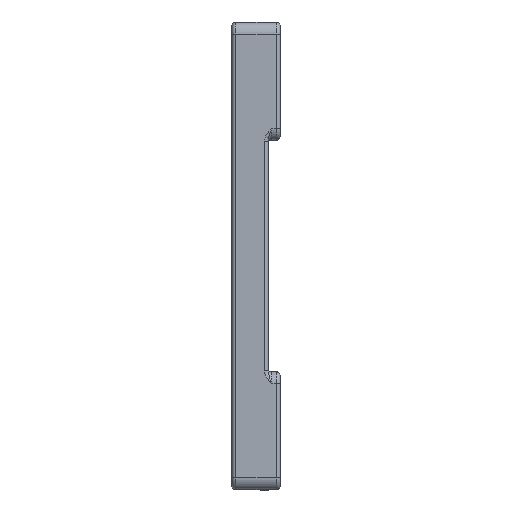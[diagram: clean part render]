
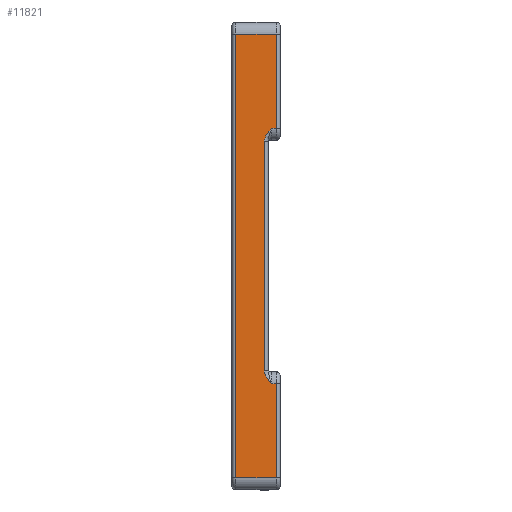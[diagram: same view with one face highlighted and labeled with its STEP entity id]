
A CAD part, left-side view. The second image highlights one B-rep face of the part: STEP entity #11821.
In plain terms, the highlighted planar face has unit normal (-1, 0, 0).
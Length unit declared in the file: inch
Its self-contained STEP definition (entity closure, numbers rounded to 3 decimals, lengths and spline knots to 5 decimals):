
#2256 = CARTESIAN_POINT ( 'NONE',  ( -3.64173, -0.27, 0.95502 ) ) ;
#2258 = CARTESIAN_POINT ( 'NONE',  ( -3.64173, -0.27, -0.95502 ) ) ;
#2259 = CARTESIAN_POINT ( 'NONE',  ( -3.64173, -0.33, -1.06457 ) ) ;
#2260 = CARTESIAN_POINT ( 'NONE',  ( -3.64173, -0.37, -1.06457 ) ) ;
#2263 = CARTESIAN_POINT ( 'NONE',  ( -3.64173, -0.37, -1.84882 ) ) ;
#2264 = CARTESIAN_POINT ( 'NONE',  ( -3.64173, -0.03, -1.84882 ) ) ;
#2265 = CARTESIAN_POINT ( 'NONE',  ( -3.64173, -0.03, 1.84882 ) ) ;
#2266 = CARTESIAN_POINT ( 'NONE',  ( -3.64173, -0.37, 1.84882 ) ) ;
#2278 = CARTESIAN_POINT ( 'NONE',  ( -3.64173, -0.33, 1.06457 ) ) ;
#2279 = CARTESIAN_POINT ( 'NONE',  ( -3.64173, -0.37, 1.06457 ) ) ;
#3639 = VERTEX_POINT ( 'NONE', #2256 ) ;
#3641 = VERTEX_POINT ( 'NONE', #2258 ) ;
#3642 = VERTEX_POINT ( 'NONE', #2259 ) ;
#3643 = VERTEX_POINT ( 'NONE', #2260 ) ;
#3646 = VERTEX_POINT ( 'NONE', #2263 ) ;
#3647 = VERTEX_POINT ( 'NONE', #2264 ) ;
#3648 = VERTEX_POINT ( 'NONE', #2265 ) ;
#3649 = VERTEX_POINT ( 'NONE', #2266 ) ;
#3661 = VERTEX_POINT ( 'NONE', #2278 ) ;
#3662 = VERTEX_POINT ( 'NONE', #2279 ) ;
#5406 = B_SPLINE_CURVE_WITH_KNOTS ( 'NONE', 3,
 ( #15463, #15466, #15467, #15468, #15469, #15470, #15471, #15472, #15473, #15474 ),
 .UNSPECIFIED., .F., .F.,
 ( 4, 2, 2, 2, 4 ),
 ( -0.00001, 0.0008, 0.00162, 0.00243, 0.00324 ),
 .UNSPECIFIED. ) ;
#6282 = B_SPLINE_CURVE_WITH_KNOTS ( 'NONE', 3,
 ( #15465, #15464, #15480, #15481, #15482, #15483, #15484, #15485, #15486, #15487 ),
 .UNSPECIFIED., .F., .F.,
 ( 4, 2, 2, 2, 4 ),
 ( 0., 0.00081, 0.00162, 0.00243, 0.00324 ),
 .UNSPECIFIED. ) ;
#6617 = AXIS2_PLACEMENT_3D ( 'NONE', #10190, #10196, #10197 ) ;
#10187 = PLANE ( 'NONE',  #6617 ) ;
#10190 = CARTESIAN_POINT ( 'NONE',  ( -3.64173, -0.1, -1.94882 ) ) ;
#10194 = FACE_OUTER_BOUND ( 'NONE', #20841, .T. ) ;
#10196 = DIRECTION ( 'NONE',  ( -1., 0., 0. ) ) ;
#10197 = DIRECTION ( 'NONE',  ( 0., 0., 1. ) ) ;
#11821 = ADVANCED_FACE ( 'NONE', ( #10194 ), #10187, .T. ) ;
#14451 = ORIENTED_EDGE ( 'NONE', *, *, #21454, .T. ) ;
#14452 = ORIENTED_EDGE ( 'NONE', *, *, #14812, .T. ) ;
#14453 = ORIENTED_EDGE ( 'NONE', *, *, #14811, .T. ) ;
#14454 = ORIENTED_EDGE ( 'NONE', *, *, #14810, .T. ) ;
#14455 = ORIENTED_EDGE ( 'NONE', *, *, #14809, .T. ) ;
#14456 = ORIENTED_EDGE ( 'NONE', *, *, #14808, .T. ) ;
#14457 = ORIENTED_EDGE ( 'NONE', *, *, #14807, .T. ) ;
#14458 = ORIENTED_EDGE ( 'NONE', *, *, #15825, .T. ) ;
#14807 = EDGE_CURVE ( 'NONE', #3662, #3649, #16723, .T. ) ;
#14808 = EDGE_CURVE ( 'NONE', #3649, #3648, #16697, .T. ) ;
#14809 = EDGE_CURVE ( 'NONE', #3648, #3647, #16730, .T. ) ;
#14810 = EDGE_CURVE ( 'NONE', #3647, #3646, #16733, .T. ) ;
#14811 = EDGE_CURVE ( 'NONE', #3646, #3643, #16736, .T. ) ;
#14812 = EDGE_CURVE ( 'NONE', #3643, #3642, #16739, .T. ) ;
#15463 = CARTESIAN_POINT ( 'NONE',  ( -3.64173, -0.33, -1.06457 ) ) ;
#15464 = CARTESIAN_POINT ( 'NONE',  ( -3.64173, -0.27, 0.96581 ) ) ;
#15465 = CARTESIAN_POINT ( 'NONE',  ( -3.64173, -0.27, 0.95502 ) ) ;
#15466 = CARTESIAN_POINT ( 'NONE',  ( -3.64173, -0.32275, -1.05674 ) ) ;
#15467 = CARTESIAN_POINT ( 'NONE',  ( -3.64173, -0.31549, -1.04889 ) ) ;
#15468 = CARTESIAN_POINT ( 'NONE',  ( -3.64173, -0.30172, -1.03258 ) ) ;
#15469 = CARTESIAN_POINT ( 'NONE',  ( -3.64173, -0.29517, -1.02405 ) ) ;
#15470 = CARTESIAN_POINT ( 'NONE',  ( -3.64173, -0.28382, -1.00606 ) ) ;
#15471 = CARTESIAN_POINT ( 'NONE',  ( -3.64173, -0.27899, -0.99661 ) ) ;
#15472 = CARTESIAN_POINT ( 'NONE',  ( -3.64173, -0.27202, -0.9763 ) ) ;
#15473 = CARTESIAN_POINT ( 'NONE',  ( -3.64173, -0.27, -0.96581 ) ) ;
#15474 = CARTESIAN_POINT ( 'NONE',  ( -3.64173, -0.27, -0.95502 ) ) ;
#15475 = LINE ( 'NONE', #15476, #18477 ) ;
#15476 = CARTESIAN_POINT ( 'NONE',  ( -3.64173, -0.27, -1.94882 ) ) ;
#15477 = DIRECTION ( 'NONE',  ( 0., 0., 1. ) ) ;
#15480 = CARTESIAN_POINT ( 'NONE',  ( -3.64173, -0.27202, 0.9763 ) ) ;
#15481 = CARTESIAN_POINT ( 'NONE',  ( -3.64173, -0.27899, 0.99661 ) ) ;
#15482 = CARTESIAN_POINT ( 'NONE',  ( -3.64173, -0.28382, 1.00606 ) ) ;
#15483 = CARTESIAN_POINT ( 'NONE',  ( -3.64173, -0.29517, 1.02405 ) ) ;
#15484 = CARTESIAN_POINT ( 'NONE',  ( -3.64173, -0.30172, 1.03258 ) ) ;
#15485 = CARTESIAN_POINT ( 'NONE',  ( -3.64173, -0.31549, 1.04889 ) ) ;
#15486 = CARTESIAN_POINT ( 'NONE',  ( -3.64173, -0.32277, 1.05676 ) ) ;
#15487 = CARTESIAN_POINT ( 'NONE',  ( -3.64173, -0.33, 1.06457 ) ) ;
#15825 = EDGE_CURVE ( 'NONE', #3661, #3662, #16897, .T. ) ;
#16265 = VECTOR ( 'NONE', #16732, 39.37008 ) ;
#16269 = VECTOR ( 'NONE', #16727, 39.37008 ) ;
#16271 = VECTOR ( 'NONE', #16729, 39.37008 ) ;
#16272 = VECTOR ( 'NONE', #16735, 39.37008 ) ;
#16273 = VECTOR ( 'NONE', #16738, 39.37008 ) ;
#16274 = VECTOR ( 'NONE', #16742, 39.37008 ) ;
#16285 = VECTOR ( 'NONE', #16899, 39.37008 ) ;
#16697 = LINE ( 'NONE', #16728, #16271 ) ;
#16723 = LINE ( 'NONE', #16725, #16269 ) ;
#16725 = CARTESIAN_POINT ( 'NONE',  ( -3.64173, -0.37, -1.94882 ) ) ;
#16727 = DIRECTION ( 'NONE',  ( 0., 0., 1. ) ) ;
#16728 = CARTESIAN_POINT ( 'NONE',  ( -3.64173, -0.1, 1.84882 ) ) ;
#16729 = DIRECTION ( 'NONE',  ( 0., 1., 0. ) ) ;
#16730 = LINE ( 'NONE', #16731, #16265 ) ;
#16731 = CARTESIAN_POINT ( 'NONE',  ( -3.64173, -0.03, -1.94882 ) ) ;
#16732 = DIRECTION ( 'NONE',  ( 0., 0., -1. ) ) ;
#16733 = LINE ( 'NONE', #16734, #16272 ) ;
#16734 = CARTESIAN_POINT ( 'NONE',  ( -3.64173, -0.1, -1.84882 ) ) ;
#16735 = DIRECTION ( 'NONE',  ( 0., -1., 0. ) ) ;
#16736 = LINE ( 'NONE', #16737, #16273 ) ;
#16737 = CARTESIAN_POINT ( 'NONE',  ( -3.64173, -0.37, -1.94882 ) ) ;
#16738 = DIRECTION ( 'NONE',  ( 0., 0., 1. ) ) ;
#16739 = LINE ( 'NONE', #16741, #16274 ) ;
#16741 = CARTESIAN_POINT ( 'NONE',  ( -3.64173, -0.1, -1.06457 ) ) ;
#16742 = DIRECTION ( 'NONE',  ( 0., 1., 0. ) ) ;
#16897 = LINE ( 'NONE', #16898, #16285 ) ;
#16898 = CARTESIAN_POINT ( 'NONE',  ( -3.64173, -0.4, 1.06457 ) ) ;
#16899 = DIRECTION ( 'NONE',  ( 0., -1., 0. ) ) ;
#18477 = VECTOR ( 'NONE', #15477, 39.37008 ) ;
#19889 = ORIENTED_EDGE ( 'NONE', *, *, #21456, .T. ) ;
#19890 = ORIENTED_EDGE ( 'NONE', *, *, #21455, .T. ) ;
#20841 = EDGE_LOOP ( 'NONE', ( #14458, #14457, #14456, #14455, #14454, #14453, #14452, #14451, #19890, #19889 ) ) ;
#21454 = EDGE_CURVE ( 'NONE', #3642, #3641, #5406, .T. ) ;
#21455 = EDGE_CURVE ( 'NONE', #3641, #3639, #15475, .T. ) ;
#21456 = EDGE_CURVE ( 'NONE', #3639, #3661, #6282, .T. ) ;
